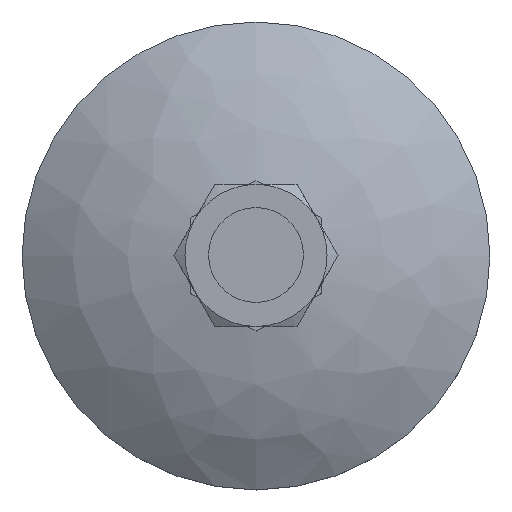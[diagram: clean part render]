
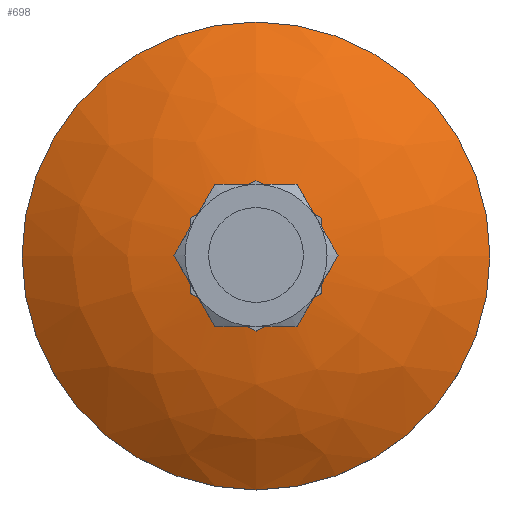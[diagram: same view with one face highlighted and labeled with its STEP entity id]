
A CAD part, top view. The second image highlights one B-rep face of the part: STEP entity #698.
In plain terms, the highlighted free-form (B-spline) face has degree [3, 3] with [4, 7] control points.
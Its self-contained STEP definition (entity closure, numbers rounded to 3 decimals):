
#698=ADVANCED_FACE('',(#777,#778),#779,.T.);
#777=FACE_OUTER_BOUND('',#861,.T.);
#778=FACE_OUTER_BOUND('',#862,.T.);
#779=(B_SPLINE_SURFACE(3,3,((#864,#865,#866,#867,#868,#869,#870),(#871,#872,#873,#874,#875,#876,#877),(#878,#879,#880,#881,#882,#883,#884),(#885,#886,#887,#888,#889,#890,#891)),.UNSPECIFIED.,.F.,.T.,.F.)B_SPLINE_SURFACE_WITH_KNOTS((4,4),(4,3,4),(0.0,6.283),(-1.44,-1.19,-0.941),.UNSPECIFIED.)RATIONAL_B_SPLINE_SURFACE(((1.0,0.333,0.333,1.0,0.333,0.333,1.0),(0.979,0.326,0.326,0.979,0.326,0.326,0.979),(0.979,0.326,0.326,0.979,0.326,0.326,0.979),(1.0,0.333,0.333,1.0,0.333,0.333,1.0)))BOUNDED_SURFACE()REPRESENTATION_ITEM('')GEOMETRIC_REPRESENTATION_ITEM()SURFACE());
#861=EDGE_LOOP('',(#1136));
#862=EDGE_LOOP('',(#1137));
#864=CARTESIAN_POINT('',(-39.5,0.0,7.));
#865=CARTESIAN_POINT('',(-39.5,79.0,7.));
#866=CARTESIAN_POINT('',(39.5,79.0,7.));
#867=CARTESIAN_POINT('',(39.5,0.0,7.));
#868=CARTESIAN_POINT('',(39.5,-79.0,7.));
#869=CARTESIAN_POINT('',(-39.5,-79.0,7.));
#870=CARTESIAN_POINT('',(-39.5,0.0,7.));
#871=CARTESIAN_POINT('',(-31.354,0.0,12.938));
#872=CARTESIAN_POINT('',(-31.354,62.708,12.938));
#873=CARTESIAN_POINT('',(31.354,62.708,12.938));
#874=CARTESIAN_POINT('',(31.354,0.0,12.938));
#875=CARTESIAN_POINT('',(31.354,-62.708,12.938));
#876=CARTESIAN_POINT('',(-31.354,-62.708,12.938));
#877=CARTESIAN_POINT('',(-31.354,0.0,12.938));
#878=CARTESIAN_POINT('',(-21.994,0.0,16.682));
#879=CARTESIAN_POINT('',(-21.994,43.988,16.682));
#880=CARTESIAN_POINT('',(21.994,43.988,16.682));
#881=CARTESIAN_POINT('',(21.994,0.0,16.682));
#882=CARTESIAN_POINT('',(21.994,-43.988,16.682));
#883=CARTESIAN_POINT('',(-21.994,-43.988,16.682));
#884=CARTESIAN_POINT('',(-21.994,0.0,16.682));
#885=CARTESIAN_POINT('',(-12.0,0.0,18.0));
#886=CARTESIAN_POINT('',(-12.0,24.0,18.0));
#887=CARTESIAN_POINT('',(12.0,24.0,18.0));
#888=CARTESIAN_POINT('',(12.0,0.0,18.0));
#889=CARTESIAN_POINT('',(12.0,-24.0,18.0));
#890=CARTESIAN_POINT('',(-12.0,-24.0,18.0));
#891=CARTESIAN_POINT('',(-12.0,0.0,18.0));
#1136=ORIENTED_EDGE('',*,*,#1218,.F.);
#1137=ORIENTED_EDGE('',*,*,#1217,.T.);
#1217=EDGE_CURVE('',#1328,#1328,#1329,.T.);
#1218=EDGE_CURVE('',#1330,#1330,#1331,.T.);
#1328=VERTEX_POINT('',#1610);
#1329=CIRCLE('',#1611,12.0);
#1330=VERTEX_POINT('',#1612);
#1331=CIRCLE('',#1613,39.5);
#1610=CARTESIAN_POINT('',(-12.0,0.0,18.0));
#1611=AXIS2_PLACEMENT_3D('',#1694,#1695,#1696);
#1612=CARTESIAN_POINT('',(-39.5,0.0,7.0));
#1613=AXIS2_PLACEMENT_3D('',#1697,#1698,#1699);
#1694=CARTESIAN_POINT('',(0.,0.0,18.0));
#1695=DIRECTION('',(0.,0.0,-1.0));
#1696=DIRECTION('',(-1.0,0.0,0.));
#1697=CARTESIAN_POINT('',(0.,0.0,7.0));
#1698=DIRECTION('',(0.,0.0,-1.0));
#1699=DIRECTION('',(-1.0,0.0,0.));
